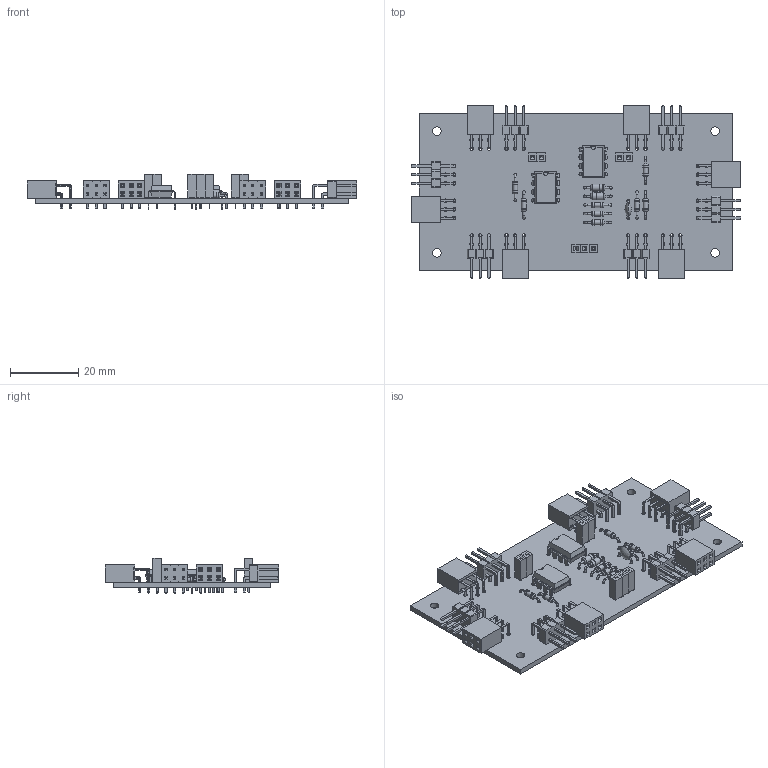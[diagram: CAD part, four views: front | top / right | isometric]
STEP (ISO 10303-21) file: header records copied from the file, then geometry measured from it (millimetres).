
FILE_DESCRIPTION(('KiCad electronic assembly'),'2;1');
FILE_NAME('vcaMain.step','2019-05-01T12:49:46',('An Author'),( 'A Company'),'Open CASCADE STEP processor 6.9', 'KiCad to STEP converter','Unknown');
FILE_SCHEMA(('AUTOMOTIVE_DESIGN { 1 0 10303 214 1 1 1 1 }'));
Length unit declared in the file: millimetre
Products named in the file (16): Open CASCADE STEP translator 6.9 1; R_Axial_DIN0204_L3.6mm_D1.6mm_P7.62mm_Horizontal; SOLID; C_Disc_D4.3mm_W1.9mm_P5.00mm; D_DO-35_SOD27_P7.62mm_Horizontal; COMPOUND; PinSocket_1x01_P2.54mm_Vertical; DIP-8_W7.62mm; PinHeader_2x03_P2.54mm_Horizontal; PinSocket_2x03_P2.54mm_Horizontal
Assembly tree (40 placements, depth 3):
  Open CASCADE STEP translator 6.9 1
    R_Axial_DIN0204_L3.6mm_D1.6mm_P7.62mm_Horizontal  x8
      SOLID
    C_Disc_D4.3mm_W1.9mm_P5.00mm
      SOLID
    D_DO-35_SOD27_P7.62mm_Horizontal  x2
      COMPOUND
    PinSocket_1x01_P2.54mm_Vertical  x7
      SOLID
    DIP-8_W7.62mm  x2
      SOLID
    PinHeader_2x03_P2.54mm_Horizontal  x6
      SOLID
    PinSocket_2x03_P2.54mm_Horizontal  x6
      SOLID
    COMPOUND
Bounding box: 96.28 x 50.56 x 10.3 mm (x, y, z)
Volume: 9984.9 mm3; surface area: 16058.4 mm2
Topology: 35 solids, 35 shells, 3096 faces, 7764 edges, 4973 vertices
Faces by surface type: plane 2677, cylinder 335, torus 40, bspline 40, revolution 2, sphere 2
Full cylindrical faces by diameter (mm): 0.5 x42, 0.7 x16, 0.8 x22, 1 x79, 1.44 x8, 1.6 x16, 2 x4, 2.02 x2, 2.54 x4
Entity records: 53564 total; most frequent: CARTESIAN_POINT 10060, DIRECTION 7366, LINE 4842, VECTOR 4842, ORIENTED_EDGE 3758, PCURVE 3758, DEFINITIONAL_REPRESENTATION 3758, EDGE_CURVE 1879
